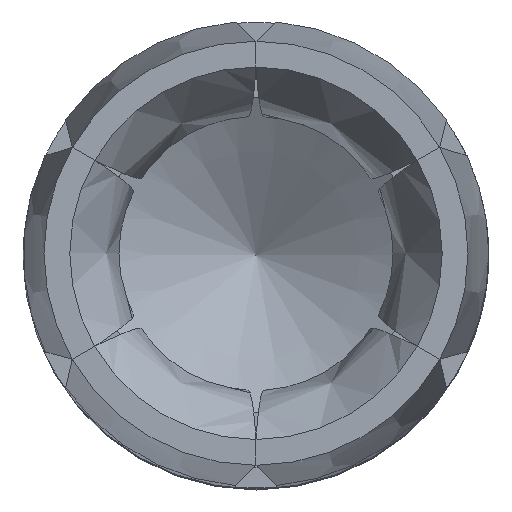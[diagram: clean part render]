
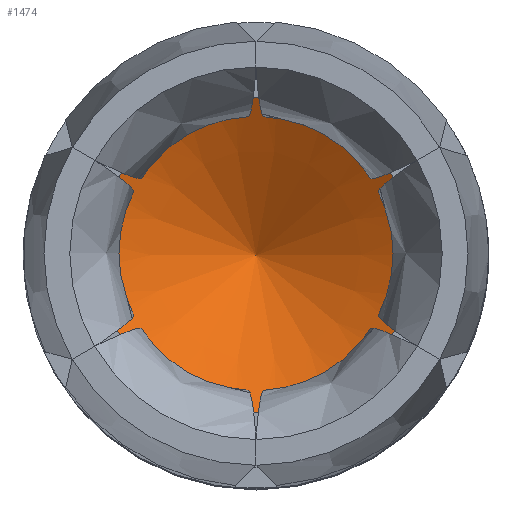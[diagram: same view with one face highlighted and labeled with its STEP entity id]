
A CAD part, top view. The second image highlights one B-rep face of the part: STEP entity #1474.
In plain terms, the highlighted conical face has half-angle 60 degrees and reference radius 0 mm.
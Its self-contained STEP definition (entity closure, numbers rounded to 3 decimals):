
#1408=CONICAL_SURFACE('',#5158,0.,60.);
#1413=VERTEX_LOOP('',#2968);
#1474=ADVANCED_FACE('',(#1701,#1702),#1408,.F.);
#1701=FACE_BOUND('',#1413,.T.);
#1702=FACE_BOUND('',#1806,.T.);
#1806=EDGE_LOOP('',(#2241,#2242,#2243,#2244,#2245,#2246,#2247,#2248,#2249,
#2250,#2251,#2252,#2253));
#2241=ORIENTED_EDGE('',*,*,#3317,.T.);
#2242=ORIENTED_EDGE('',*,*,#3316,.T.);
#2243=ORIENTED_EDGE('',*,*,#3312,.T.);
#2244=ORIENTED_EDGE('',*,*,#3309,.T.);
#2245=ORIENTED_EDGE('',*,*,#3262,.T.);
#2246=ORIENTED_EDGE('',*,*,#3302,.T.);
#2247=ORIENTED_EDGE('',*,*,#3293,.T.);
#2248=ORIENTED_EDGE('',*,*,#3290,.T.);
#2249=ORIENTED_EDGE('',*,*,#3286,.T.);
#2250=ORIENTED_EDGE('',*,*,#3318,.T.);
#2251=ORIENTED_EDGE('',*,*,#3235,.T.);
#2252=ORIENTED_EDGE('',*,*,#3319,.T.);
#2253=ORIENTED_EDGE('',*,*,#3320,.T.);
#2925=VERTEX_POINT('',#6983);
#2926=VERTEX_POINT('',#6985);
#2943=VERTEX_POINT('',#7112);
#2944=VERTEX_POINT('',#7114);
#2959=VERTEX_POINT('',#7231);
#2960=VERTEX_POINT('',#7235);
#2961=VERTEX_POINT('',#7241);
#2963=VERTEX_POINT('',#7249);
#2965=VERTEX_POINT('',#7291);
#2966=VERTEX_POINT('',#7297);
#2967=VERTEX_POINT('',#7303);
#2968=VERTEX_POINT('',#7306);
#2969=VERTEX_POINT('',#7308);
#2970=VERTEX_POINT('',#7311);
#3235=EDGE_CURVE('',#2925,#2926,#3698,.T.);
#3262=EDGE_CURVE('',#2943,#2944,#3707,.T.);
#3286=EDGE_CURVE('',#2960,#2959,#3715,.T.);
#3290=EDGE_CURVE('',#2961,#2960,#3716,.T.);
#3293=EDGE_CURVE('',#2963,#2961,#3717,.T.);
#3302=EDGE_CURVE('',#2944,#2963,#3719,.T.);
#3309=EDGE_CURVE('',#2965,#2943,#3720,.T.);
#3312=EDGE_CURVE('',#2966,#2965,#3721,.T.);
#3316=EDGE_CURVE('',#2967,#2966,#3722,.T.);
#3317=EDGE_CURVE('',#2969,#2967,#3723,.T.);
#3318=EDGE_CURVE('',#2959,#2925,#3724,.T.);
#3319=EDGE_CURVE('',#2926,#2970,#3725,.T.);
#3320=EDGE_CURVE('',#2970,#2969,#3726,.T.);
#3698=CIRCLE('',#5092,1.525);
#3707=CIRCLE('',#5109,1.525);
#3715=CIRCLE('',#5125,1.525);
#3716=CIRCLE('',#5128,1.525);
#3717=CIRCLE('',#5131,1.525);
#3719=CIRCLE('',#5139,1.525);
#3720=CIRCLE('',#5146,1.525);
#3721=CIRCLE('',#5149,1.525);
#3722=CIRCLE('',#5152,1.525);
#3723=CIRCLE('',#5154,1.525);
#3724=CIRCLE('',#5155,1.525);
#3725=CIRCLE('',#5156,1.525);
#3726=CIRCLE('',#5157,1.525);
#5092=AXIS2_PLACEMENT_3D('',#6986,#5657,#5658);
#5109=AXIS2_PLACEMENT_3D('',#7115,#5699,#5700);
#5125=AXIS2_PLACEMENT_3D('',#7234,#5739,#5740);
#5128=AXIS2_PLACEMENT_3D('',#7242,#5748,#5749);
#5131=AXIS2_PLACEMENT_3D('',#7248,#5756,#5757);
#5139=AXIS2_PLACEMENT_3D('',#7273,#5775,#5776);
#5146=AXIS2_PLACEMENT_3D('',#7290,#5793,#5794);
#5149=AXIS2_PLACEMENT_3D('',#7296,#5801,#5802);
#5152=AXIS2_PLACEMENT_3D('',#7304,#5810,#5811);
#5154=AXIS2_PLACEMENT_3D('',#7307,#5814,#5815);
#5155=AXIS2_PLACEMENT_3D('',#7309,#5816,#5817);
#5156=AXIS2_PLACEMENT_3D('',#7310,#5818,#5819);
#5157=AXIS2_PLACEMENT_3D('',#7312,#5820,#5821);
#5158=AXIS2_PLACEMENT_3D('',#7313,#5822,#5823);
#5657=DIRECTION('',(0.,0.,1.));
#5658=DIRECTION('',(0.131,-0.991,0.));
#5699=DIRECTION('',(0.,0.,1.));
#5700=DIRECTION('',(-0.131,0.991,0.));
#5739=DIRECTION('',(0.,0.,1.));
#5740=DIRECTION('',(-0.793,-0.609,0.));
#5748=DIRECTION('',(0.,0.,1.));
#5749=DIRECTION('',(-0.924,-0.382,0.));
#5756=DIRECTION('',(0.,0.,1.));
#5757=DIRECTION('',(-0.924,0.382,0.));
#5775=DIRECTION('',(0.,0.,1.));
#5776=DIRECTION('',(-0.793,0.609,0.));
#5793=DIRECTION('',(0.,0.,1.));
#5794=DIRECTION('',(0.131,0.991,0.));
#5801=DIRECTION('',(0.,0.,1.));
#5802=DIRECTION('',(0.793,0.609,0.));
#5810=DIRECTION('',(0.,0.,1.));
#5811=DIRECTION('',(0.924,0.382,0.));
#5814=DIRECTION('',(0.,0.,1.));
#5815=DIRECTION('',(1.,0.,0.));
#5816=DIRECTION('',(0.,0.,1.));
#5817=DIRECTION('',(-0.131,-0.991,0.));
#5818=DIRECTION('',(0.,0.,1.));
#5819=DIRECTION('',(0.793,-0.609,0.));
#5820=DIRECTION('',(0.,0.,1.));
#5821=DIRECTION('',(0.924,-0.382,0.));
#5822=DIRECTION('',(0.,0.,1.));
#5823=DIRECTION('',(1.,0.,0.));
#6983=CARTESIAN_POINT('',(0.2,-1.512,11.7));
#6985=CARTESIAN_POINT('',(1.209,-0.929,11.7));
#6986=CARTESIAN_POINT('',(0.,0.,11.7));
#7112=CARTESIAN_POINT('',(-0.2,1.512,11.7));
#7114=CARTESIAN_POINT('',(-1.209,0.929,11.7));
#7115=CARTESIAN_POINT('',(0.,0.,11.7));
#7231=CARTESIAN_POINT('',(-0.2,-1.512,11.7));
#7234=CARTESIAN_POINT('',(0.,0.,11.7));
#7235=CARTESIAN_POINT('',(-1.209,-0.929,11.7));
#7241=CARTESIAN_POINT('',(-1.409,-0.583,11.7));
#7242=CARTESIAN_POINT('',(0.,0.,11.7));
#7248=CARTESIAN_POINT('',(0.,0.,11.7));
#7249=CARTESIAN_POINT('',(-1.409,0.583,11.7));
#7273=CARTESIAN_POINT('',(0.,0.,11.7));
#7290=CARTESIAN_POINT('',(0.,0.,11.7));
#7291=CARTESIAN_POINT('',(0.2,1.512,11.7));
#7296=CARTESIAN_POINT('',(0.,0.,11.7));
#7297=CARTESIAN_POINT('',(1.209,0.929,11.7));
#7303=CARTESIAN_POINT('',(1.409,0.583,11.7));
#7304=CARTESIAN_POINT('',(0.,0.,11.7));
#7306=CARTESIAN_POINT('',(0.,0.,10.82));
#7307=CARTESIAN_POINT('',(0.,0.,11.7));
#7308=CARTESIAN_POINT('',(1.525,0.,11.7));
#7309=CARTESIAN_POINT('',(0.,0.,11.7));
#7310=CARTESIAN_POINT('',(0.,0.,11.7));
#7311=CARTESIAN_POINT('',(1.409,-0.583,11.7));
#7312=CARTESIAN_POINT('',(0.,0.,11.7));
#7313=CARTESIAN_POINT('',(0.,0.,10.82));
